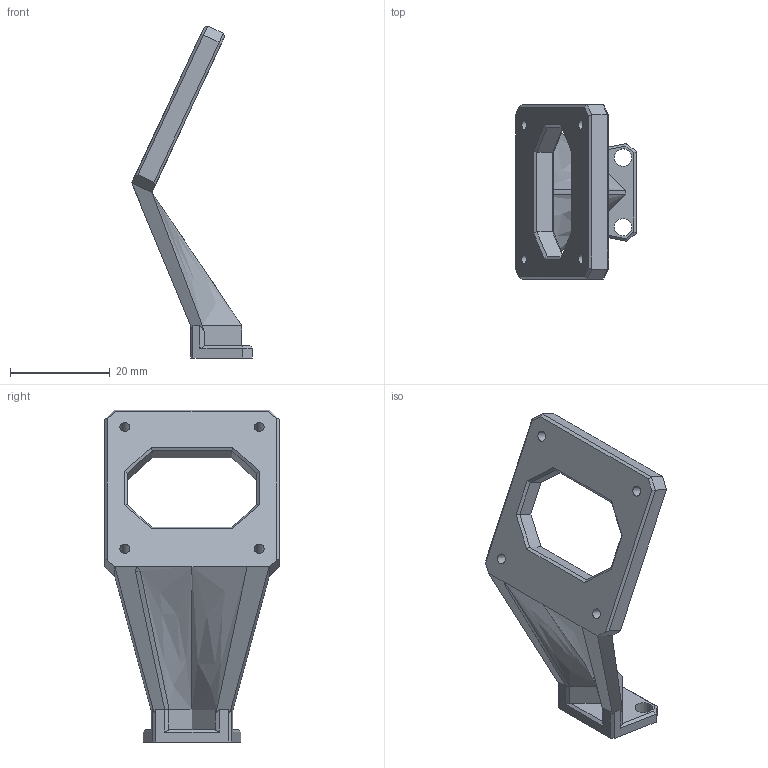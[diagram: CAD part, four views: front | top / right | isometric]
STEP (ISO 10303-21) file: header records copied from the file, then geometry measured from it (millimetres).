
FILE_DESCRIPTION(/* description */ ('','CAx-IF Rec.Pracs.---Representation and Presentation of Product Manufacturing Information (PMI)---4.0---2014-10-13'),/* implementation_level */ '2;1');
FILE_NAME(/* name */ 'CameraMount_square32mm.stp',/* time_stamp */ '2026-02-01T17:07:39+03:00',/* author */ ('Dmitry'),/* organization */ (''),/* preprocessor_version */ 'ST-DEVELOPER v19.2',/* originating_system */ 'Autodesk Inventor 2024',/* authorisation */ '');
FILE_SCHEMA (('AP242_MANAGED_MODEL_BASED_3D_ENGINEERING_MIM_LF { 1 0 10303 442 1 1 4 }'));
Length unit declared in the file: millimetre
Products named in the file (1): CameraMount_square32mm
Bounding box: 24.26 x 35 x 66.68 mm (x, y, z)
Volume: 7000.7 mm3; surface area: 4826.7 mm2
Topology: 1 solids, 1 shells, 87 faces, 225 edges, 138 vertices
Faces by surface type: plane 71, bspline 10, cylinder 6
Full cylindrical faces by diameter (mm): 2 x4, 3.5 x2
Entity records: 3115 total; most frequent: CARTESIAN_POINT 783, ORIENTED_EDGE 446, DIRECTION 411, EDGE_CURVE 223, LINE 185, VECTOR 185, VERTEX_POINT 138, AXIS2_PLACEMENT_3D 113
